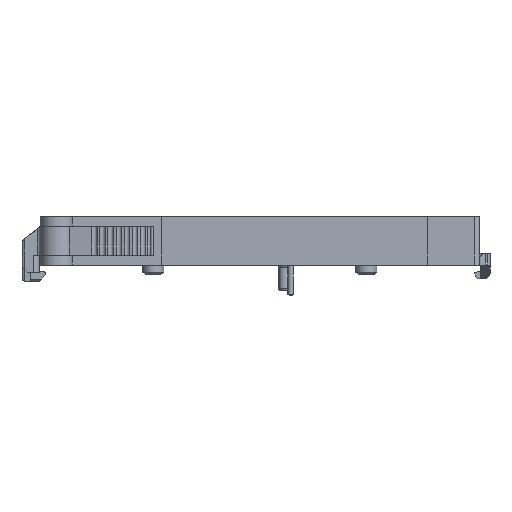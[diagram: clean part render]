
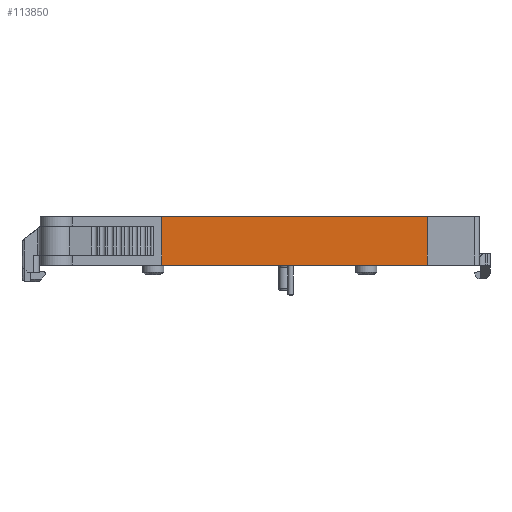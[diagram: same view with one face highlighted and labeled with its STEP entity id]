
A CAD part, front view. The second image highlights one B-rep face of the part: STEP entity #113850.
In plain terms, the highlighted planar face has unit normal (0, -1, 0).
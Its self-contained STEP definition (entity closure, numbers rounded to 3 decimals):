
#41110=CARTESIAN_POINT('',(26.993,34.058,
-7.4));
#41120=VERTEX_POINT('',#41110);
#41290=CARTESIAN_POINT('',(26.993,34.058,
1.4));
#41300=VERTEX_POINT('',#41290);
#41330=CARTESIAN_POINT('',(26.993,34.058,
-5.));
#41340=DIRECTION('',(0.,0.,-1.));
#41350=VECTOR('',#41340,1.);
#41360=LINE('',#41330,#41350);
#41370=EDGE_CURVE('',#41300,#41120,#41360,.T.);
#76510=CARTESIAN_POINT('',(0.,34.058,
-7.4));
#76520=DIRECTION('',(-1.,0.,0.));
#76530=VECTOR('',#76520,1.);
#76540=LINE('',#76510,#76530);
#76550=CARTESIAN_POINT('',(75.393,34.058,
-7.4));
#76560=VERTEX_POINT('',#76550);
#76570=EDGE_CURVE('',#76560,#41120,#76540,.T.);
#104950=CARTESIAN_POINT('',(75.393,34.058,
1.4));
#104960=VERTEX_POINT('',#104950);
#105010=CARTESIAN_POINT('',(75.393,34.058,
-5.));
#105020=DIRECTION('',(0.,0.,1.));
#105030=VECTOR('',#105020,1.);
#105040=LINE('',#105010,#105030);
#105050=EDGE_CURVE('',#76560,#104960,#105040,.T.);
#113690=CARTESIAN_POINT('',(75.443,34.058,
-4.));
#113700=DIRECTION('',(0.,-1.,0.));
#113710=DIRECTION('',(0.,0.,1.));
#113720=AXIS2_PLACEMENT_3D('',#113690,#113700,#113710);
#113730=PLANE('',#113720);
#113740=ORIENTED_EDGE('',*,*,#76570,.F.);
#113750=ORIENTED_EDGE('',*,*,#41370,.T.);
#113760=CARTESIAN_POINT('',(126.138,34.058,
1.4));
#113770=DIRECTION('',(-1.,0.,0.));
#113780=VECTOR('',#113770,1.);
#113790=LINE('',#113760,#113780);
#113800=EDGE_CURVE('',#104960,#41300,#113790,.T.);
#113810=ORIENTED_EDGE('',*,*,#113800,.T.);
#113820=ORIENTED_EDGE('',*,*,#105050,.T.);
#113830=EDGE_LOOP('',(#113820,#113810,#113750,#113740));
#113840=FACE_OUTER_BOUND('',#113830,.T.);
#113850=ADVANCED_FACE('',(#113840),#113730,.T.);
